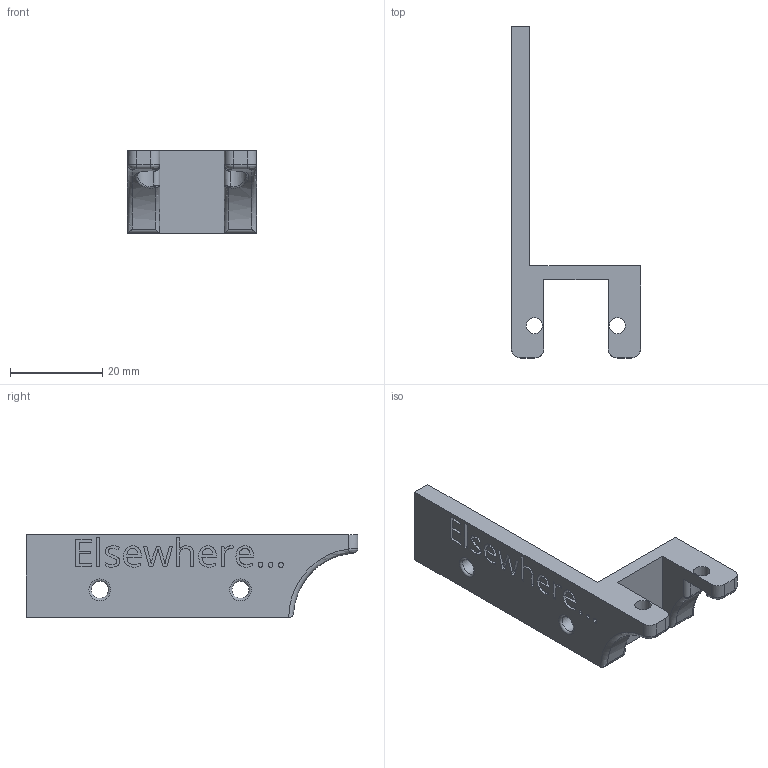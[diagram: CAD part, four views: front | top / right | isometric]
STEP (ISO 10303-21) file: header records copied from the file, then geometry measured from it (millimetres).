
FILE_DESCRIPTION(/* description */ ('STEP AP242','CAx-IF Rec.Pracs.---Representation and Presentation of Product Manufacturing Information (PMI)---4.0---2014-10-13','CAx-IF Rec.Pracs.---3D Tessellated Geometry---0.4---2014-09-14','2;1'),/* implementation_level */ '2;1');
FILE_NAME(/* name */ '620cee2f22459c053a280902',/* time_stamp */ '2022-02-16T12:29:36+00:00',/* author */ (''),/* organization */ (''),/* preprocessor_version */ 'ST-DEVELOPER v18.101',/* originating_system */ ' ',/* authorisation */ ' ');
FILE_SCHEMA (('AP242_MANAGED_MODEL_BASED_3D_ENGINEERING_MIM_LF { 1 0 10303 442 1 1 4 }'));
Length unit declared in the file: metre
Products named in the file (1): BLTouch Mount
Bounding box: 28 x 72 x 18 mm (x, y, z)
Volume: 6912.2 mm3; surface area: 5070.2 mm2
Topology: 1 solids, 1 shells, 247 faces, 674 edges, 440 vertices
Faces by surface type: bspline 130, plane 89, cylinder 20, torus 8
Full cylindrical faces by diameter (mm): 3.5 x2, 3.7 x2
Entity records: 8352 total; most frequent: CARTESIAN_POINT 3006, ORIENTED_EDGE 1324, DIRECTION 686, EDGE_CURVE 662, VERTEX_POINT 438, LINE 346, VECTOR 346, EDGE_LOOP 276
